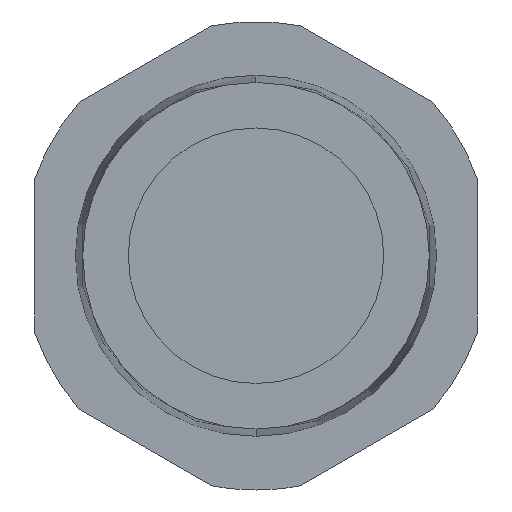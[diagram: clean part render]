
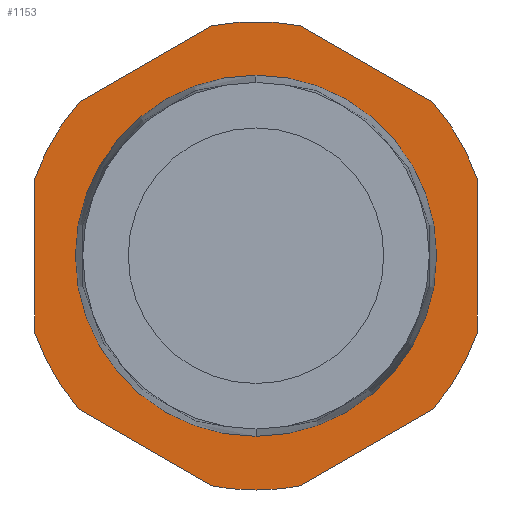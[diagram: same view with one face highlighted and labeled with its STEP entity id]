
A CAD part, front view. The second image highlights one B-rep face of the part: STEP entity #1153.
In plain terms, the highlighted planar face has unit normal (0, -1, 0).
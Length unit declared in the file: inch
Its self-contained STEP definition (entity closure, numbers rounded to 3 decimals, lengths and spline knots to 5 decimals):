
#20 = CARTESIAN_POINT ( 'NONE',  ( 0.13105, 0., 0.67489 ) ) ;
#39 = DIRECTION ( 'NONE',  ( 0., 0., -1. ) ) ;
#61 = ORIENTED_EDGE ( 'NONE', *, *, #2516, .F. ) ;
#111 = CARTESIAN_POINT ( 'NONE',  ( -0.65, 0., -0.22396 ) ) ;
#142 = VERTEX_POINT ( 'NONE', #2170 ) ;
#169 = CIRCLE ( 'NONE', #2831, 0.53 ) ;
#189 = AXIS2_PLACEMENT_3D ( 'NONE', #231, #2116, #496 ) ;
#199 = CARTESIAN_POINT ( 'NONE',  ( 0.65, 0., 0.37528 ) ) ;
#231 = CARTESIAN_POINT ( 'NONE',  ( 0., 0., 0. ) ) ;
#235 = CARTESIAN_POINT ( 'NONE',  ( 0., 0., 0.53 ) ) ;
#251 = AXIS2_PLACEMENT_3D ( 'NONE', #1504, #3409, #1778 ) ;
#262 = CARTESIAN_POINT ( 'NONE',  ( 0., 0., 0. ) ) ;
#313 = AXIS2_PLACEMENT_3D ( 'NONE', #3272, #1640, #39 ) ;
#326 = EDGE_CURVE ( 'NONE', #142, #2250, #3137, .T. ) ;
#356 = CARTESIAN_POINT ( 'NONE',  ( 0., 0., 0. ) ) ;
#377 = VERTEX_POINT ( 'NONE', #1874 ) ;
#386 = ORIENTED_EDGE ( 'NONE', *, *, #893, .T. ) ;
#388 = CARTESIAN_POINT ( 'NONE',  ( 0., 0., 0.75056 ) ) ;
#427 = CARTESIAN_POINT ( 'NONE',  ( 0.65, 0., -0.37528 ) ) ;
#429 = VECTOR ( 'NONE', #2309, 39.37008 ) ;
#474 = CARTESIAN_POINT ( 'NONE',  ( -0.65, 0., 0.22396 ) ) ;
#496 = DIRECTION ( 'NONE',  ( 0., 0., -1. ) ) ;
#504 = CARTESIAN_POINT ( 'NONE',  ( 0., 0., 0. ) ) ;
#529 = DIRECTION ( 'NONE',  ( 0., 0., -1. ) ) ;
#568 = CARTESIAN_POINT ( 'NONE',  ( 0., 0., 0. ) ) ;
#630 = DIRECTION ( 'NONE',  ( 0., 0., -1. ) ) ;
#632 = CIRCLE ( 'NONE', #251, 0.53 ) ;
#672 = EDGE_CURVE ( 'NONE', #2495, #2250, #3181, .T. ) ;
#673 = DIRECTION ( 'NONE',  ( 0.866, 0., 0.5 ) ) ;
#674 = CARTESIAN_POINT ( 'NONE',  ( -0.51895, 0., -0.45094 ) ) ;
#682 = LINE ( 'NONE', #199, #2669 ) ;
#740 = ORIENTED_EDGE ( 'NONE', *, *, #2291, .F. ) ;
#776 = ORIENTED_EDGE ( 'NONE', *, *, #2776, .T. ) ;
#779 = DIRECTION ( 'NONE',  ( 0., 0., -1. ) ) ;
#813 = ORIENTED_EDGE ( 'NONE', *, *, #2923, .F. ) ;
#835 = DIRECTION ( 'NONE',  ( 0., 0., -1. ) ) ;
#841 = DIRECTION ( 'NONE',  ( -0.866, 0., 0.5 ) ) ;
#843 = ORIENTED_EDGE ( 'NONE', *, *, #1144, .T. ) ;
#882 = VECTOR ( 'NONE', #673, 39.37008 ) ;
#893 = EDGE_CURVE ( 'NONE', #1248, #2748, #1638, .T. ) ;
#895 = DIRECTION ( 'NONE',  ( 0., 1., 0. ) ) ;
#897 = VERTEX_POINT ( 'NONE', #235 ) ;
#908 = CARTESIAN_POINT ( 'NONE',  ( 0.13105, 0., -0.67489 ) ) ;
#1031 = VERTEX_POINT ( 'NONE', #2920 ) ;
#1055 = VERTEX_POINT ( 'NONE', #674 ) ;
#1088 = AXIS2_PLACEMENT_3D ( 'NONE', #3207, #1575, #3477 ) ;
#1144 = EDGE_CURVE ( 'NONE', #3121, #377, #1212, .T. ) ;
#1153 = ADVANCED_FACE ( 'NONE', ( #1934, #3376 ), #1972, .F. ) ;
#1174 = LINE ( 'NONE', #3252, #2527 ) ;
#1212 = CIRCLE ( 'NONE', #1413, 0.6875 ) ;
#1248 = VERTEX_POINT ( 'NONE', #1499 ) ;
#1277 = ORIENTED_EDGE ( 'NONE', *, *, #326, .F. ) ;
#1302 = VECTOR ( 'NONE', #2002, 39.37008 ) ;
#1354 = CIRCLE ( 'NONE', #189, 0.6875 ) ;
#1413 = AXIS2_PLACEMENT_3D ( 'NONE', #356, #2247, #630 ) ;
#1435 = CARTESIAN_POINT ( 'NONE',  ( 0., 0., -0.75056 ) ) ;
#1499 = CARTESIAN_POINT ( 'NONE',  ( -0.51895, 0., 0.45094 ) ) ;
#1504 = CARTESIAN_POINT ( 'NONE',  ( 0., 0., 0. ) ) ;
#1570 = CARTESIAN_POINT ( 'NONE',  ( 0., 0., 0. ) ) ;
#1575 = DIRECTION ( 'NONE',  ( 0., -1., 0. ) ) ;
#1628 = ORIENTED_EDGE ( 'NONE', *, *, #2797, .T. ) ;
#1638 = CIRCLE ( 'NONE', #1846, 0.6875 ) ;
#1640 = DIRECTION ( 'NONE',  ( 0., -1., 0. ) ) ;
#1695 = CARTESIAN_POINT ( 'NONE',  ( 0., 0., 0. ) ) ;
#1715 = VERTEX_POINT ( 'NONE', #2336 ) ;
#1778 = DIRECTION ( 'NONE',  ( 0., 0., -1. ) ) ;
#1844 = DIRECTION ( 'NONE',  ( 0., 0., -1. ) ) ;
#1846 = AXIS2_PLACEMENT_3D ( 'NONE', #504, #2386, #779 ) ;
#1857 = VECTOR ( 'NONE', #841, 39.37008 ) ;
#1874 = CARTESIAN_POINT ( 'NONE',  ( 0.51895, 0., 0.45094 ) ) ;
#1881 = EDGE_LOOP ( 'NONE', ( #2536, #2980 ) ) ;
#1896 = CARTESIAN_POINT ( 'NONE',  ( -0.13105, 0., 0.67489 ) ) ;
#1901 = CIRCLE ( 'NONE', #2525, 0.6875 ) ;
#1934 = FACE_BOUND ( 'NONE', #1881, .T. ) ;
#1963 = AXIS2_PLACEMENT_3D ( 'NONE', #1695, #895, #2792 ) ;
#1970 = VERTEX_POINT ( 'NONE', #20 ) ;
#1972 = PLANE ( 'NONE',  #1963 ) ;
#2000 = EDGE_CURVE ( 'NONE', #3143, #1055, #2029, .T. ) ;
#2002 = DIRECTION ( 'NONE',  ( 0.866, 0., -0.5 ) ) ;
#2029 = CIRCLE ( 'NONE', #313, 0.6875 ) ;
#2074 = EDGE_CURVE ( 'NONE', #1715, #1055, #3303, .T. ) ;
#2086 = DIRECTION ( 'NONE',  ( 0., 0., -1. ) ) ;
#2116 = DIRECTION ( 'NONE',  ( 0., -1., 0. ) ) ;
#2146 = DIRECTION ( 'NONE',  ( 0., -1., 0. ) ) ;
#2170 = CARTESIAN_POINT ( 'NONE',  ( 0.51895, 0., -0.45094 ) ) ;
#2172 = ORIENTED_EDGE ( 'NONE', *, *, #3259, .F. ) ;
#2175 = ORIENTED_EDGE ( 'NONE', *, *, #2851, .T. ) ;
#2247 = DIRECTION ( 'NONE',  ( 0., -1., 0. ) ) ;
#2250 = VERTEX_POINT ( 'NONE', #908 ) ;
#2283 = CARTESIAN_POINT ( 'NONE',  ( -0.65, 0., 0.37528 ) ) ;
#2291 = EDGE_CURVE ( 'NONE', #1248, #2942, #2883, .T. ) ;
#2309 = DIRECTION ( 'NONE',  ( -0.866, 0., -0.5 ) ) ;
#2336 = CARTESIAN_POINT ( 'NONE',  ( -0.13105, 0., -0.67489 ) ) ;
#2367 = EDGE_CURVE ( 'NONE', #897, #1031, #632, .T. ) ;
#2386 = DIRECTION ( 'NONE',  ( 0., -1., 0. ) ) ;
#2454 = DIRECTION ( 'NONE',  ( 0., -1., 0. ) ) ;
#2495 = VERTEX_POINT ( 'NONE', #2531 ) ;
#2516 = EDGE_CURVE ( 'NONE', #1970, #377, #3374, .T. ) ;
#2525 = AXIS2_PLACEMENT_3D ( 'NONE', #262, #2146, #529 ) ;
#2527 = VECTOR ( 'NONE', #3494, 39.37008 ) ;
#2531 = CARTESIAN_POINT ( 'NONE',  ( 0., 0., -0.6875 ) ) ;
#2536 = ORIENTED_EDGE ( 'NONE', *, *, #3338, .F. ) ;
#2564 = ORIENTED_EDGE ( 'NONE', *, *, #672, .T. ) ;
#2633 = VERTEX_POINT ( 'NONE', #3158 ) ;
#2669 = VECTOR ( 'NONE', #2086, 39.37008 ) ;
#2715 = CIRCLE ( 'NONE', #1088, 0.6875 ) ;
#2748 = VERTEX_POINT ( 'NONE', #474 ) ;
#2776 = EDGE_CURVE ( 'NONE', #1970, #2942, #1354, .T. ) ;
#2792 = DIRECTION ( 'NONE',  ( 0., 0., 1. ) ) ;
#2797 = EDGE_CURVE ( 'NONE', #1715, #2495, #2715, .T. ) ;
#2804 = CARTESIAN_POINT ( 'NONE',  ( 0.65, 0., 0.22396 ) ) ;
#2831 = AXIS2_PLACEMENT_3D ( 'NONE', #1570, #3472, #1844 ) ;
#2851 = EDGE_CURVE ( 'NONE', #142, #2633, #1901, .T. ) ;
#2883 = LINE ( 'NONE', #2283, #882 ) ;
#2920 = CARTESIAN_POINT ( 'NONE',  ( 0., 0., -0.53 ) ) ;
#2923 = EDGE_CURVE ( 'NONE', #3143, #2748, #1174, .T. ) ;
#2942 = VERTEX_POINT ( 'NONE', #1896 ) ;
#2980 = ORIENTED_EDGE ( 'NONE', *, *, #2367, .F. ) ;
#3121 = VERTEX_POINT ( 'NONE', #2804 ) ;
#3137 = LINE ( 'NONE', #427, #429 ) ;
#3143 = VERTEX_POINT ( 'NONE', #111 ) ;
#3158 = CARTESIAN_POINT ( 'NONE',  ( 0.65, 0., -0.22396 ) ) ;
#3181 = CIRCLE ( 'NONE', #3366, 0.6875 ) ;
#3207 = CARTESIAN_POINT ( 'NONE',  ( 0., 0., 0. ) ) ;
#3217 = ORIENTED_EDGE ( 'NONE', *, *, #2000, .T. ) ;
#3252 = CARTESIAN_POINT ( 'NONE',  ( -0.65, 0., -0.37528 ) ) ;
#3259 = EDGE_CURVE ( 'NONE', #3121, #2633, #682, .T. ) ;
#3272 = CARTESIAN_POINT ( 'NONE',  ( 0., 0., 0. ) ) ;
#3303 = LINE ( 'NONE', #1435, #1857 ) ;
#3338 = EDGE_CURVE ( 'NONE', #1031, #897, #169, .T. ) ;
#3366 = AXIS2_PLACEMENT_3D ( 'NONE', #568, #2454, #835 ) ;
#3374 = LINE ( 'NONE', #388, #1302 ) ;
#3376 = FACE_OUTER_BOUND ( 'NONE', #3462, .T. ) ;
#3409 = DIRECTION ( 'NONE',  ( 0., -1., 0. ) ) ;
#3454 = ORIENTED_EDGE ( 'NONE', *, *, #2074, .F. ) ;
#3462 = EDGE_LOOP ( 'NONE', ( #3217, #3454, #1628, #2564, #1277, #2175, #2172, #843, #61, #776, #740, #386, #813 ) ) ;
#3472 = DIRECTION ( 'NONE',  ( 0., -1., 0. ) ) ;
#3477 = DIRECTION ( 'NONE',  ( 0., 0., -1. ) ) ;
#3494 = DIRECTION ( 'NONE',  ( 0., 0., 1. ) ) ;
